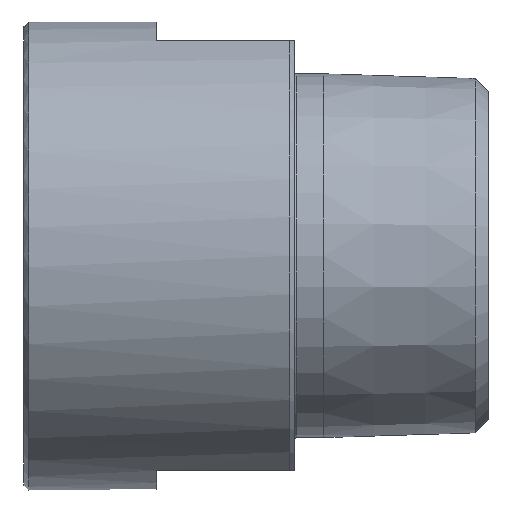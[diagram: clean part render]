
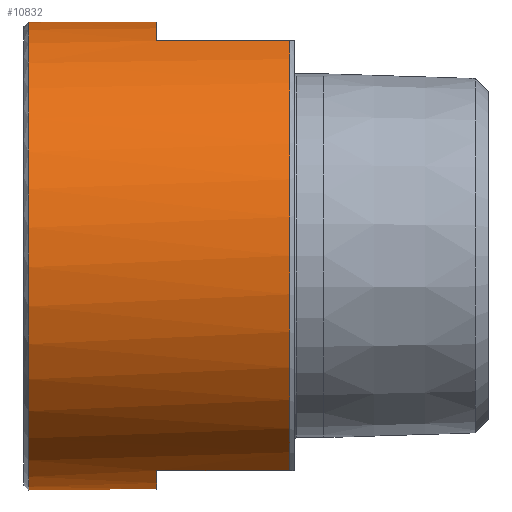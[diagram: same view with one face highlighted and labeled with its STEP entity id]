
A CAD part, front view. The second image highlights one B-rep face of the part: STEP entity #10832.
In plain terms, the highlighted cylindrical face has radius 27.25 mm (diameter 54.5 mm), a full revolution.
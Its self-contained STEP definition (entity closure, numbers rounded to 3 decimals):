
#391 = CIRCLE ( 'NONE', #1276, 27.25 ) ;
#399 = LINE ( 'NONE', #8630, #2225 ) ;
#424 = ORIENTED_EDGE ( 'NONE', *, *, #10725, .T. ) ;
#470 = CARTESIAN_POINT ( 'NONE',  ( 30.9, 0., 0. ) ) ;
#513 = DIRECTION ( 'NONE',  ( -1., 0., 0. ) ) ;
#1202 = CARTESIAN_POINT ( 'NONE',  ( 30.9, -10.843, 25. ) ) ;
#1217 = VERTEX_POINT ( 'NONE', #5660 ) ;
#1226 = CARTESIAN_POINT ( 'NONE',  ( 0., 0., 0. ) ) ;
#1276 = AXIS2_PLACEMENT_3D ( 'NONE', #4956, #10043, #13149 ) ;
#1396 = VERTEX_POINT ( 'NONE', #6860 ) ;
#1648 = VERTEX_POINT ( 'NONE', #4619 ) ;
#2081 = ORIENTED_EDGE ( 'NONE', *, *, #9595, .T. ) ;
#2180 = DIRECTION ( 'NONE',  ( -1., 0., 0. ) ) ;
#2220 = VERTEX_POINT ( 'NONE', #1202 ) ;
#2225 = VECTOR ( 'NONE', #2180, 1000. ) ;
#2305 = EDGE_LOOP ( 'NONE', ( #3887, #2081, #11762, #424, #3790, #5496, #9060, #10514 ) ) ;
#2769 = LINE ( 'NONE', #6901, #3252 ) ;
#3072 = EDGE_CURVE ( 'NONE', #5950, #1648, #391, .T. ) ;
#3252 = VECTOR ( 'NONE', #513, 1000. ) ;
#3257 = EDGE_CURVE ( 'NONE', #13239, #2220, #11675, .T. ) ;
#3267 = DIRECTION ( 'NONE',  ( -1., 0., 0. ) ) ;
#3370 = VECTOR ( 'NONE', #8428, 1000. ) ;
#3478 = DIRECTION ( 'NONE',  ( 0., 0., 1. ) ) ;
#3481 = AXIS2_PLACEMENT_3D ( 'NONE', #5872, #6894, #12116 ) ;
#3501 = VECTOR ( 'NONE', #12164, 1000. ) ;
#3527 = FACE_OUTER_BOUND ( 'NONE', #4699, .T. ) ;
#3790 = ORIENTED_EDGE ( 'NONE', *, *, #11433, .F. ) ;
#3841 = EDGE_CURVE ( 'NONE', #2220, #5950, #2769, .T. ) ;
#3887 = ORIENTED_EDGE ( 'NONE', *, *, #6084, .F. ) ;
#4014 = CARTESIAN_POINT ( 'NONE',  ( 0.55, 0., -27.25 ) ) ;
#4038 = LINE ( 'NONE', #8171, #3501 ) ;
#4155 = VERTEX_POINT ( 'NONE', #4014 ) ;
#4301 = DIRECTION ( 'NONE',  ( -1., 0., 0. ) ) ;
#4559 = CYLINDRICAL_SURFACE ( 'NONE', #7908, 27.25 ) ;
#4619 = CARTESIAN_POINT ( 'NONE',  ( 15.45, 10.843, 25. ) ) ;
#4699 = EDGE_LOOP ( 'NONE', ( #9272 ) ) ;
#4956 = CARTESIAN_POINT ( 'NONE',  ( 15.45, 0., 0. ) ) ;
#5029 = DIRECTION ( 'NONE',  ( -1., 0., 0. ) ) ;
#5376 = DIRECTION ( 'NONE',  ( 0., 0., 1. ) ) ;
#5496 = ORIENTED_EDGE ( 'NONE', *, *, #3257, .T. ) ;
#5639 = CIRCLE ( 'NONE', #12351, 27.25 ) ;
#5660 = CARTESIAN_POINT ( 'NONE',  ( 30.9, 10.843, 25. ) ) ;
#5680 = CARTESIAN_POINT ( 'NONE',  ( 15.45, -10.843, -25. ) ) ;
#5746 = VERTEX_POINT ( 'NONE', #12616 ) ;
#5764 = CIRCLE ( 'NONE', #7054, 27.25 ) ;
#5823 = AXIS2_PLACEMENT_3D ( 'NONE', #8421, #3267, #12424 ) ;
#5872 = CARTESIAN_POINT ( 'NONE',  ( 0.55, 0., 0. ) ) ;
#5950 = VERTEX_POINT ( 'NONE', #8021 ) ;
#6084 = EDGE_CURVE ( 'NONE', #1217, #1648, #399, .T. ) ;
#6581 = FACE_OUTER_BOUND ( 'NONE', #2305, .T. ) ;
#6860 = CARTESIAN_POINT ( 'NONE',  ( 15.45, 10.843, -25. ) ) ;
#6894 = DIRECTION ( 'NONE',  ( 1., 0., 0. ) ) ;
#6901 = CARTESIAN_POINT ( 'NONE',  ( 0., -10.843, 25. ) ) ;
#7054 = AXIS2_PLACEMENT_3D ( 'NONE', #8361, #5029, #8080 ) ;
#7349 = EDGE_CURVE ( 'NONE', #5746, #1396, #4038, .T. ) ;
#7908 = AXIS2_PLACEMENT_3D ( 'NONE', #1226, #4301, #5376 ) ;
#8021 = CARTESIAN_POINT ( 'NONE',  ( 15.45, -10.843, 25. ) ) ;
#8080 = DIRECTION ( 'NONE',  ( 0., 0., -1. ) ) ;
#8171 = CARTESIAN_POINT ( 'NONE',  ( 0., 10.843, -25. ) ) ;
#8361 = CARTESIAN_POINT ( 'NONE',  ( 15.45, 0., 0. ) ) ;
#8421 = CARTESIAN_POINT ( 'NONE',  ( 30.9, 0., 0. ) ) ;
#8428 = DIRECTION ( 'NONE',  ( -1., 0., 0. ) ) ;
#8630 = CARTESIAN_POINT ( 'NONE',  ( 0., 10.843, 25. ) ) ;
#9060 = ORIENTED_EDGE ( 'NONE', *, *, #3841, .T. ) ;
#9272 = ORIENTED_EDGE ( 'NONE', *, *, #9943, .T. ) ;
#9595 = EDGE_CURVE ( 'NONE', #1217, #5746, #5639, .T. ) ;
#9646 = DIRECTION ( 'NONE',  ( -1., 0., 0. ) ) ;
#9943 = EDGE_CURVE ( 'NONE', #4155, #4155, #11059, .T. ) ;
#10043 = DIRECTION ( 'NONE',  ( -1., 0., 0. ) ) ;
#10514 = ORIENTED_EDGE ( 'NONE', *, *, #3072, .T. ) ;
#10725 = EDGE_CURVE ( 'NONE', #1396, #12149, #5764, .T. ) ;
#10832 = ADVANCED_FACE ( 'NONE', ( #3527, #6581 ), #4559, .T. ) ;
#11059 = CIRCLE ( 'NONE', #3481, 27.25 ) ;
#11433 = EDGE_CURVE ( 'NONE', #13239, #12149, #11553, .T. ) ;
#11482 = CARTESIAN_POINT ( 'NONE',  ( 0., -10.843, -25. ) ) ;
#11553 = LINE ( 'NONE', #11482, #3370 ) ;
#11675 = CIRCLE ( 'NONE', #5823, 27.25 ) ;
#11762 = ORIENTED_EDGE ( 'NONE', *, *, #7349, .T. ) ;
#12116 = DIRECTION ( 'NONE',  ( 0., 0., -1. ) ) ;
#12149 = VERTEX_POINT ( 'NONE', #5680 ) ;
#12164 = DIRECTION ( 'NONE',  ( -1., 0., 0. ) ) ;
#12351 = AXIS2_PLACEMENT_3D ( 'NONE', #470, #9646, #3478 ) ;
#12424 = DIRECTION ( 'NONE',  ( 0., 0., 1. ) ) ;
#12616 = CARTESIAN_POINT ( 'NONE',  ( 30.9, 10.843, -25. ) ) ;
#13149 = DIRECTION ( 'NONE',  ( 0., 0., -1. ) ) ;
#13191 = CARTESIAN_POINT ( 'NONE',  ( 30.9, -10.843, -25. ) ) ;
#13239 = VERTEX_POINT ( 'NONE', #13191 ) ;
